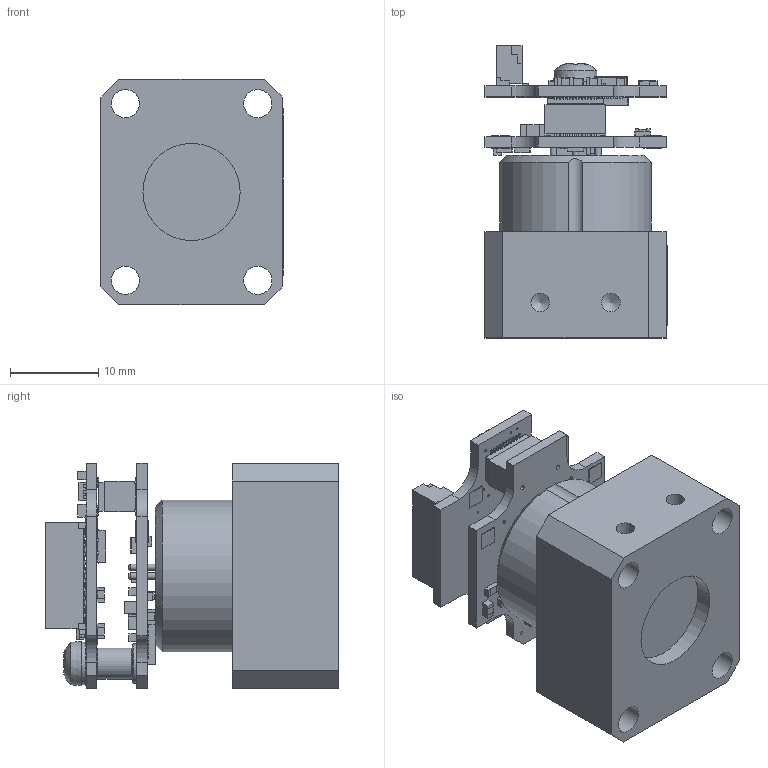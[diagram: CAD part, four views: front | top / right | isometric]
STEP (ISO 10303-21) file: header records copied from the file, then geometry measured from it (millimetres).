
FILE_DESCRIPTION(/* description */ (''),/* implementation_level */ '2;1');
FILE_NAME(/* name */ 'CDS500D Surface mount JST.stp',/* time_stamp */ '2024-03-14T08:28:08+01:00',/* author */ ('quen001'),/* organization */ (''),/* preprocessor_version */ 'ST-DEVELOPER v19.2',/* originating_system */ 'Autodesk Inventor 2023',/* authorisation */ '');
FILE_SCHEMA (('AUTOMOTIVE_DESIGN { 1 0 10303 214 3 1 1 }'));
Products named in the file (1): Bauteil8
Bounding box: 20.6 x 33.09 x 25.5 mm (x, y, z)
Volume: 8810.9 mm3; surface area: 6008.8 mm2
Topology: 1 solids, 6 shells, 1981 faces, 5487 edges, 3626 vertices
Faces by surface type: plane 1644, cylinder 305, sphere 16, cone 11, bspline 4, torus 1
Full cylindrical faces by diameter (mm): 0.249 x43, 0.252 x1, 0.3 x1, 0.33 x1, 0.38 x10, 0.381 x3, 0.385 x1, 0.4 x2, 0.5 x4, 0.7 x6, 0.864 x3, 1.02 x3, 1.28 x9, 1.64 x3, 2.113 x5, 2.5 x2, 2.692 x1, 2.7 x1, 3.2 x4, 3.5 x1, 4.5 x1, 4.8 x1, 5 x1, 11 x1
Entity records: 65310 total; most frequent: CARTESIAN_POINT 11510, ORIENTED_EDGE 10938, DIRECTION 10042, EDGE_CURVE 5469, LINE 4796, VECTOR 4796, VERTEX_POINT 3626, AXIS2_PLACEMENT_3D 2623
